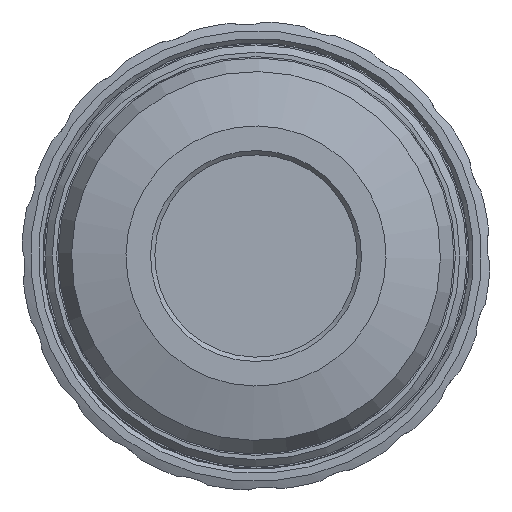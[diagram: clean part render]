
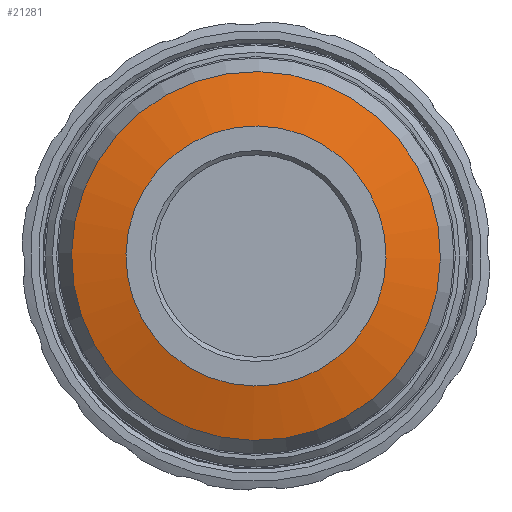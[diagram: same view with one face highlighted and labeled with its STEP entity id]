
A CAD part, front view. The second image highlights one B-rep face of the part: STEP entity #21281.
In plain terms, the highlighted conical face has half-angle 75 degrees and reference radius 12.761 mm.
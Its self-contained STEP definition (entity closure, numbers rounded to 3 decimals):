
#87 = DIRECTION ( 'NONE',  ( 0., 1., 0. ) ) ;
#433 = EDGE_LOOP ( 'NONE', ( #9145 ) ) ;
#1162 = AXIS2_PLACEMENT_3D ( 'NONE', #16492, #16222, #24761 ) ;
#1996 = CARTESIAN_POINT ( 'NONE',  ( 0., 1.356, 1.379 ) ) ;
#2368 = FACE_OUTER_BOUND ( 'NONE', #22285, .T. ) ;
#2504 = VERTEX_POINT ( 'NONE', #12806 ) ;
#3753 = CIRCLE ( 'NONE', #1162, 9. ) ;
#4005 = DIRECTION ( 'NONE',  ( 0., 1., 0. ) ) ;
#4777 = ORIENTED_EDGE ( 'NONE', *, *, #11302, .F. ) ;
#5565 = EDGE_CURVE ( 'NONE', #2504, #2504, #3753, .T. ) ;
#6819 = VERTEX_POINT ( 'NONE', #24282 ) ;
#8480 = DIRECTION ( 'NONE',  ( 0., 0., 1. ) ) ;
#9145 = ORIENTED_EDGE ( 'NONE', *, *, #5565, .T. ) ;
#11302 = EDGE_CURVE ( 'NONE', #6819, #6819, #12039, .T. ) ;
#12039 = CIRCLE ( 'NONE', #22450, 12.761 ) ;
#12806 = CARTESIAN_POINT ( 'NONE',  ( 0., 0.349, 10.379 ) ) ;
#16222 = DIRECTION ( 'NONE',  ( 0., 1., 0. ) ) ;
#16492 = CARTESIAN_POINT ( 'NONE',  ( 0., 0.349, 1.379 ) ) ;
#16611 = CONICAL_SURFACE ( 'NONE', #25287, 12.761, 1.309 ) ;
#18506 = FACE_BOUND ( 'NONE', #433, .T. ) ;
#20814 = CARTESIAN_POINT ( 'NONE',  ( 0., 1.356, 1.379 ) ) ;
#21281 = ADVANCED_FACE ( 'NONE', ( #18506, #2368 ), #16611, .T. ) ;
#22285 = EDGE_LOOP ( 'NONE', ( #4777 ) ) ;
#22450 = AXIS2_PLACEMENT_3D ( 'NONE', #1996, #87, #8480 ) ;
#24282 = CARTESIAN_POINT ( 'NONE',  ( 0., 1.356, 14.139 ) ) ;
#24761 = DIRECTION ( 'NONE',  ( 0., 0., 1. ) ) ;
#25287 = AXIS2_PLACEMENT_3D ( 'NONE', #20814, #4005, #26777 ) ;
#26777 = DIRECTION ( 'NONE',  ( 0., 0., 1. ) ) ;
